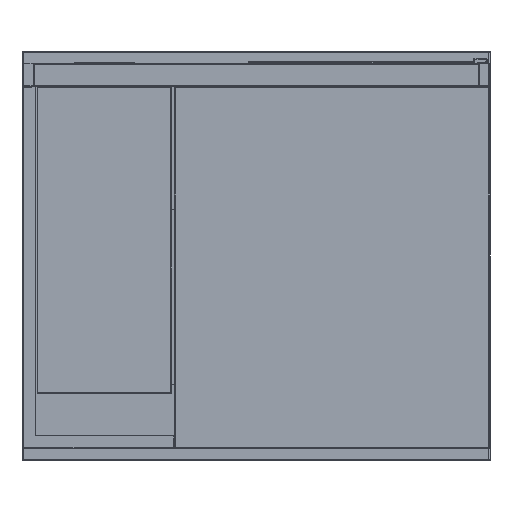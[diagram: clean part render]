
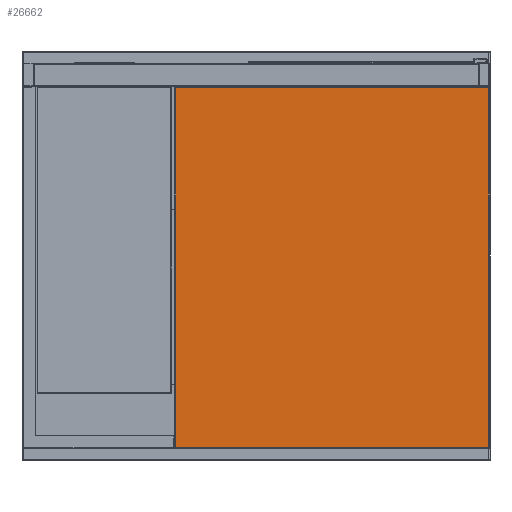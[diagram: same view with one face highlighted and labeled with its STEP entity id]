
A CAD part, front view. The second image highlights one B-rep face of the part: STEP entity #26662.
In plain terms, the highlighted planar face has unit normal (0, -1, 0).
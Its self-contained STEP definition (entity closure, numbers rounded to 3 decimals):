
#2280 = DIRECTION ( 'NONE',  ( 1., 0., 0. ) ) ;
#2390 = VECTOR ( 'NONE', #2280, 1000. ) ;
#3757 = VECTOR ( 'NONE', #29693, 1000. ) ;
#3834 = VERTEX_POINT ( 'NONE', #13167 ) ;
#4819 = CARTESIAN_POINT ( 'NONE',  ( 268., -355., -42. ) ) ;
#6693 = VERTEX_POINT ( 'NONE', #4819 ) ;
#7256 = CARTESIAN_POINT ( 'NONE',  ( -270., -355., -42. ) ) ;
#7864 = CARTESIAN_POINT ( 'NONE',  ( -270., -355., -658. ) ) ;
#8452 = ORIENTED_EDGE ( 'NONE', *, *, #23207, .T. ) ;
#8864 = CARTESIAN_POINT ( 'NONE',  ( -268., -355., -660. ) ) ;
#9125 = CARTESIAN_POINT ( 'NONE',  ( -270., -355., -660. ) ) ;
#9465 = CARTESIAN_POINT ( 'NONE',  ( 268., -355., -660. ) ) ;
#10404 = CARTESIAN_POINT ( 'NONE',  ( 268., -355., -658. ) ) ;
#11574 = FACE_OUTER_BOUND ( 'NONE', #21299, .T. ) ;
#11749 = EDGE_CURVE ( 'NONE', #15386, #3834, #14081, .T. ) ;
#13167 = CARTESIAN_POINT ( 'NONE',  ( -268., -355., -658. ) ) ;
#13622 = ORIENTED_EDGE ( 'NONE', *, *, #21413, .T. ) ;
#14081 = LINE ( 'NONE', #8864, #3757 ) ;
#14684 = LINE ( 'NONE', #9465, #23654 ) ;
#15386 = VERTEX_POINT ( 'NONE', #15434 ) ;
#15434 = CARTESIAN_POINT ( 'NONE',  ( -268., -355., -42. ) ) ;
#17533 = VERTEX_POINT ( 'NONE', #10404 ) ;
#18504 = EDGE_CURVE ( 'NONE', #17533, #6693, #14684, .T. ) ;
#19757 = ORIENTED_EDGE ( 'NONE', *, *, #18504, .T. ) ;
#20397 = AXIS2_PLACEMENT_3D ( 'NONE', #9125, #24681, #30303 ) ;
#21299 = EDGE_LOOP ( 'NONE', ( #8452, #29401, #13622, #19757 ) ) ;
#21413 = EDGE_CURVE ( 'NONE', #3834, #17533, #21674, .T. ) ;
#21674 = LINE ( 'NONE', #7864, #2390 ) ;
#23091 = VECTOR ( 'NONE', #23168, 1000. ) ;
#23168 = DIRECTION ( 'NONE',  ( -1., 0., 0. ) ) ;
#23207 = EDGE_CURVE ( 'NONE', #6693, #15386, #33353, .T. ) ;
#23654 = VECTOR ( 'NONE', #25197, 1000. ) ;
#24681 = DIRECTION ( 'NONE',  ( 0., -1., 0. ) ) ;
#25197 = DIRECTION ( 'NONE',  ( 0., 0., 1. ) ) ;
#26662 = ADVANCED_FACE ( 'Fl�che8', ( #11574 ), #33107, .T. ) ;
#29401 = ORIENTED_EDGE ( 'NONE', *, *, #11749, .T. ) ;
#29693 = DIRECTION ( 'NONE',  ( 0., 0., -1. ) ) ;
#30303 = DIRECTION ( 'NONE',  ( 0., 0., -1. ) ) ;
#33107 = PLANE ( 'NONE',  #20397 ) ;
#33353 = LINE ( 'NONE', #7256, #23091 ) ;
